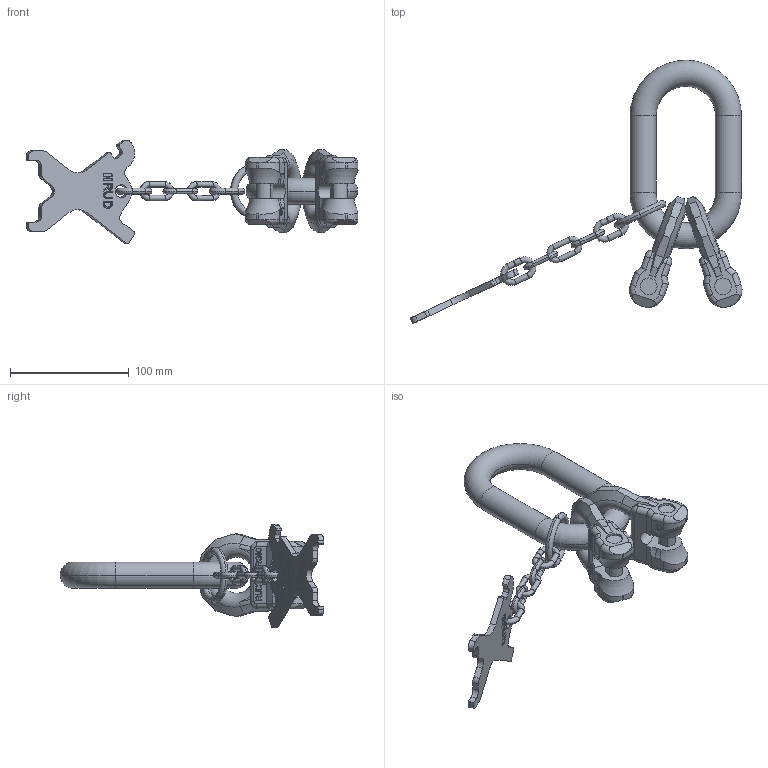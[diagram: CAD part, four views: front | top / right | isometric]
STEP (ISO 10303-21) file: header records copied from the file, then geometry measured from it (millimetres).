
FILE_DESCRIPTION((''),'2;1');
FILE_NAME('001-M34553-P-3_ASM','2014-01-09T',('Andreas.Wendler'),(''),'PRO/ENGINEER BY PARAMETRIC TECHNOLOGY CORPORATION, 2010140','PRO/ENGINEER BY PARAMETRIC TECHNOLOGY CORPORATION, 2010140','');
FILE_SCHEMA(('CONFIG_CONTROL_DESIGN'));
Length unit declared in the file: millimetre
Products named in the file (8): 001-M34546-P-3; 001-M34461-P-1; 001-M31128-V01; 001-M31129-P-3; 001-M33743-001; 001-M31130-003_ASM; 001-M32117-P-3; 001-M34553-P-3_ASM
Assembly tree (11 placements, depth 3):
  001-M34553-P-3_ASM
    001-M34546-P-3
    001-M34461-P-1  x2
    001-M31128-V01
    001-M31129-P-3  x2
    001-M31130-003_ASM
      001-M33743-001  x3
    001-M32117-P-3
Bounding box: 280.01 x 222.24 x 87.19 mm (x, y, z)
Volume: 322431.9 mm3; surface area: 75168.1 mm2
Topology: 10 solids, 10 shells, 1310 faces, 3620 edges, 2382 vertices
Faces by surface type: plane 1072, cylinder 174, torus 44, bspline 16, cone 4
Entity records: 31041 total; most frequent: CARTESIAN_POINT 6081, ORIENTED_EDGE 5350, DIRECTION 4798, EDGE_CURVE 2675, VECTOR 2344, LINE 2344, VERTEX_POINT 1767, AXIS2_PLACEMENT_3D 1227
